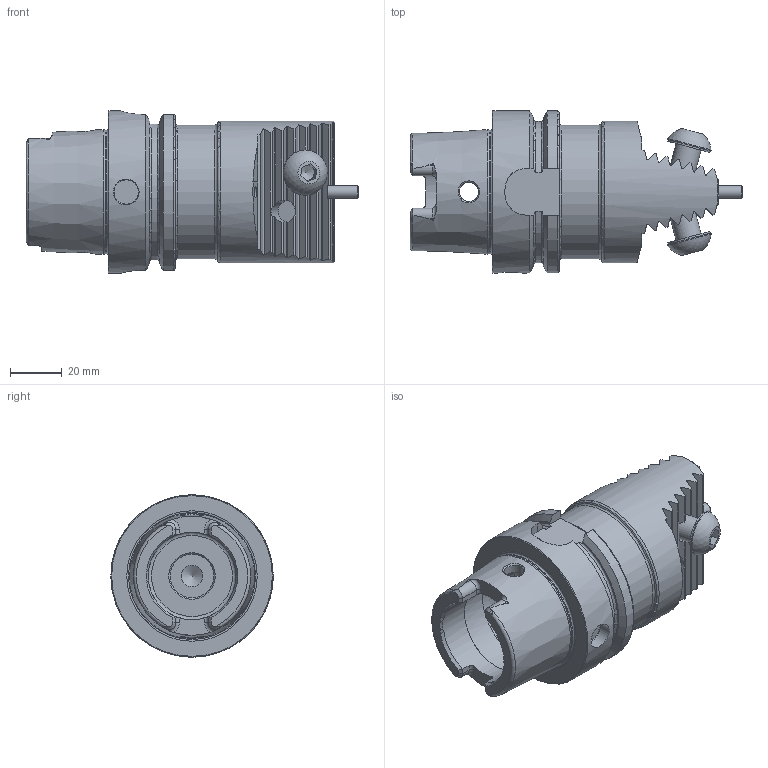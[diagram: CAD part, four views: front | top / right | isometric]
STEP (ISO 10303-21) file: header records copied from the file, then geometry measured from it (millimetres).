
FILE_DESCRIPTION (( 'STEP AP214' ), '1' );
FILE_NAME ('HA6.Z55.K23.125.STEP', '2020-08-13T15:49:23', ( '' ), ( '' ), 'SwSTEP 2.0', 'SolidWorks 2017', '' );
FILE_SCHEMA (( 'AUTOMOTIVE_DESIGN' ));
Length unit declared in the file: millimetre
Products named in the file (6): Z55-ER1.003.025_A_gespannt; Z42-ER2.001.019_A; Z55-ER1.001.025; HA6.Z55.K23.125; Z55-ER1.002.025_A; HA6-Z55.K23.125_A_Fertigbearbeitung
Assembly tree (6 placements, depth 3):
  HA6.Z55.K23.125
    HA6-Z55.K23.125_A_Fertigbearbeitung
    Z55-ER1.001.025  x2
      Z55-ER1.002.025_A
      Z55-ER1.003.025_A_gespannt
    Z42-ER2.001.019_A
Bounding box: 128.9 x 63 x 63 mm (x, y, z)
Volume: 188241.5 mm3; surface area: 39924.2 mm2
Topology: 6 solids, 6 shells, 361 faces, 972 edges, 623 vertices
Faces by surface type: plane 195, cylinder 85, cone 42, torus 27, bspline 10, sphere 2
Full cylindrical faces by diameter (mm): 2.9 x1, 3 x1, 3.3 x1, 4 x1, 4.2 x6, 5 x1, 7.5 x2, 8.4 x1, 8.5 x2, 10 x3, 10.5 x2, 11 x2, 17 x3, 17.5 x2, 19 x1, 34 x2, 40 x1, 47.941 x1, 52 x1, 55 x1, 63 x1
Entity records: 13189 total; most frequent: CARTESIAN_POINT 4626, ORIENTED_EDGE 1654, DIRECTION 1324, EDGE_CURVE 827, VERTEX_POINT 566, AXIS2_PLACEMENT_3D 520, EDGE_LOOP 417, FACE_OUTER_BOUND 384
